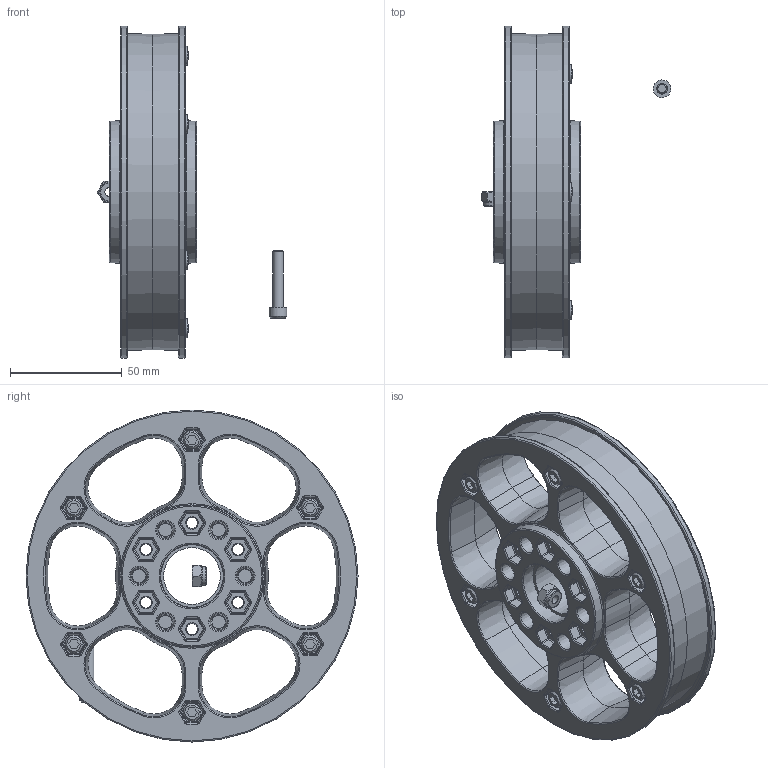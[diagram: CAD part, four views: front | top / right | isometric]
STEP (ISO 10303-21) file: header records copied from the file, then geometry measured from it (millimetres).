
FILE_DESCRIPTION( ( 'Unknown' ), '1' );
FILE_NAME( '6Plaction_asm.stp', 'Unknown', ( 'Unknown' ), ( 'Unknown' ), 'XStep 1.0', 'Unknown', ' ' );
FILE_SCHEMA( ( 'CONFIG_CONTROL_DESIGN' ) );
Length unit declared in the file: inch
Products named in the file (4): Assem1; 6MW_d01; 10-32x1000shcs; 10-32_locknut
Bounding box: 85.06 x 148.84 x 148.84 mm (x, y, z)
Volume: 361733.9 mm3; surface area: 142912.7 mm2
Topology: 17 solids, 17 shells, 2006 faces, 4371 edges, 2492 vertices
Faces by surface type: cylinder 721, plane 463, sphere 216, bspline 216, cone 205, torus 185
Full cylindrical faces by diameter (mm): 3.967 x7, 4.775 x7, 7.938 x7, 8.371 x7, 25.4 x3, 146.304 x3, 148.844 x3
Entity records: 17964 total; most frequent: CARTESIAN_POINT 4067, DIRECTION 3180, ORIENTED_EDGE 2598, AXIS2_PLACEMENT_3D 1320, EDGE_CURVE 1299, VERTEX_POINT 759, EDGE_LOOP 754, FACE_OUTER_BOUND 660
